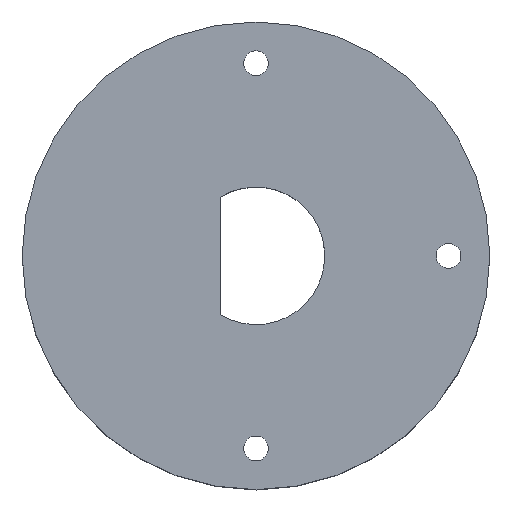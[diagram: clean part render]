
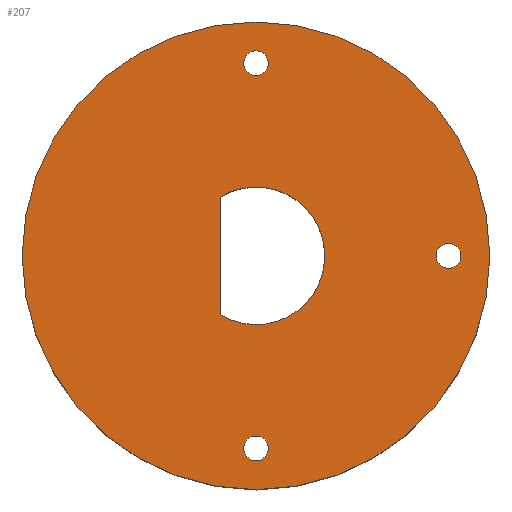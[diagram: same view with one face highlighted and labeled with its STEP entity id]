
A CAD part, top view. The second image highlights one B-rep face of the part: STEP entity #207.
In plain terms, the highlighted planar face has unit normal (0, 0, 1).
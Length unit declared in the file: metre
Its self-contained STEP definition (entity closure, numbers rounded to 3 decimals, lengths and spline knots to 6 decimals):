
#20=LINE('',#363,#24);
#24=VECTOR('',#305,1.);
#31=PLANE('',#245);
#51=ORIENTED_EDGE('',*,*,#85,.T.);
#52=ORIENTED_EDGE('',*,*,#86,.T.);
#53=ORIENTED_EDGE('',*,*,#87,.T.);
#54=ORIENTED_EDGE('',*,*,#84,.T.);
#55=ORIENTED_EDGE('',*,*,#88,.T.);
#56=ORIENTED_EDGE('',*,*,#89,.T.);
#84=EDGE_CURVE('',#104,#104,#122,.T.);
#85=EDGE_CURVE('',#105,#105,#123,.T.);
#86=EDGE_CURVE('',#106,#106,#124,.T.);
#87=EDGE_CURVE('',#107,#107,#125,.T.);
#88=EDGE_CURVE('',#108,#109,#126,.T.);
#89=EDGE_CURVE('',#109,#108,#20,.T.);
#104=VERTEX_POINT('',#352);
#105=VERTEX_POINT('',#355);
#106=VERTEX_POINT('',#357);
#107=VERTEX_POINT('',#359);
#108=VERTEX_POINT('',#361);
#109=VERTEX_POINT('',#362);
#122=CIRCLE('',#244,0.0425);
#123=CIRCLE('',#246,0.00225);
#124=CIRCLE('',#247,0.00225);
#125=CIRCLE('',#248,0.00225);
#126=CIRCLE('',#249,0.0125);
#145=EDGE_LOOP('',(#51));
#146=EDGE_LOOP('',(#52));
#147=EDGE_LOOP('',(#53));
#148=EDGE_LOOP('',(#54));
#149=EDGE_LOOP('',(#55,#56));
#177=FACE_BOUND('',#145,.T.);
#178=FACE_BOUND('',#146,.T.);
#179=FACE_BOUND('',#147,.T.);
#180=FACE_BOUND('',#148,.T.);
#181=FACE_BOUND('',#149,.T.);
#207=ADVANCED_FACE('',(#177,#178,#179,#180,#181),#31,.T.);
#244=AXIS2_PLACEMENT_3D('',#351,#293,#294);
#245=AXIS2_PLACEMENT_3D('',#353,#295,#296);
#246=AXIS2_PLACEMENT_3D('',#354,#297,#298);
#247=AXIS2_PLACEMENT_3D('',#356,#299,#300);
#248=AXIS2_PLACEMENT_3D('',#358,#301,#302);
#249=AXIS2_PLACEMENT_3D('',#360,#303,#304);
#293=DIRECTION('',(0.,0.,1.));
#294=DIRECTION('',(1.,0.,0.));
#295=DIRECTION('',(0.,0.,1.));
#296=DIRECTION('',(0.,-1.,0.));
#297=DIRECTION('',(0.,0.,-1.));
#298=DIRECTION('',(1.,0.,0.));
#299=DIRECTION('',(0.,0.,-1.));
#300=DIRECTION('',(1.,0.,0.));
#301=DIRECTION('',(0.,0.,-1.));
#302=DIRECTION('',(1.,0.,0.));
#303=DIRECTION('',(0.,0.,-1.));
#304=DIRECTION('',(1.,0.,0.));
#305=DIRECTION('',(0.,1.,0.));
#351=CARTESIAN_POINT('',(0.,0.,0.025));
#352=CARTESIAN_POINT('',(0.0425,0.,0.025));
#353=CARTESIAN_POINT('',(0.,0.,0.025));
#354=CARTESIAN_POINT('',(0.,0.035,0.025));
#355=CARTESIAN_POINT('',(0.00225,0.035,0.025));
#356=CARTESIAN_POINT('',(0.,-0.035,0.025));
#357=CARTESIAN_POINT('',(0.00225,-0.035,0.025));
#358=CARTESIAN_POINT('',(0.035,0.,0.025));
#359=CARTESIAN_POINT('',(0.03725,0.,0.025));
#360=CARTESIAN_POINT('',(0.,0.,0.025));
#361=CARTESIAN_POINT('',(-0.0065,0.010677,0.025));
#362=CARTESIAN_POINT('',(-0.0065,-0.010677,0.025));
#363=CARTESIAN_POINT('',(-0.0065,-0.010677,0.025));
